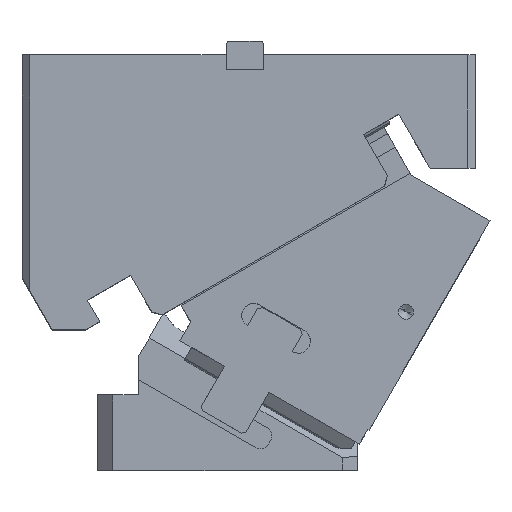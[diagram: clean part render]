
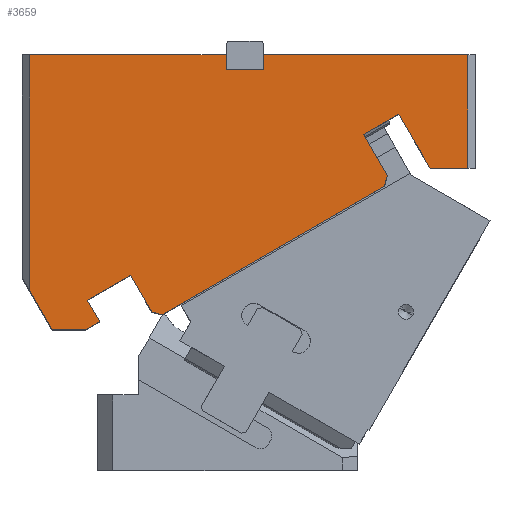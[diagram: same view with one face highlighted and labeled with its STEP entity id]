
A CAD part, top view. The second image highlights one B-rep face of the part: STEP entity #3659.
In plain terms, the highlighted planar face has unit normal (0, 0, 1).
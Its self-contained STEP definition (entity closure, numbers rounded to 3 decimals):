
#161=CARTESIAN_POINT('Vertex',(-237.847,3.,55.)) ;
#164=CARTESIAN_POINT('Line Origine',(-248.953,3.,55.)) ;
#168=CARTESIAN_POINT('Vertex',(-260.059,3.,55.)) ;
#375=CARTESIAN_POINT('Line Origine',(-267.53,15.939,55.)) ;
#379=CARTESIAN_POINT('Vertex',(-275.,28.878,55.)) ;
#436=CARTESIAN_POINT('Vertex',(-275.,185.,55.)) ;
#444=CARTESIAN_POINT('Line Origine',(-275.,106.939,55.)) ;
#713=CARTESIAN_POINT('Vertex',(-228.525,8.382,55.)) ;
#716=CARTESIAN_POINT('Line Origine',(-233.186,5.691,55.)) ;
#902=CARTESIAN_POINT('Line Origine',(-42.371,138.952,55.)) ;
#906=CARTESIAN_POINT('Vertex',(-54.062,132.202,55.)) ;
#908=CARTESIAN_POINT('Vertex',(-30.679,145.702,55.)) ;
#1083=CARTESIAN_POINT('Vertex',(-187.367,13.092,55.)) ;
#1086=CARTESIAN_POINT('Line Origine',(-187.435,13.111,55.)) ;
#1090=CARTESIAN_POINT('Vertex',(-187.503,13.129,55.)) ;
#1093=CARTESIAN_POINT('Line Origine',(-190.85,14.026,55.)) ;
#1097=CARTESIAN_POINT('Vertex',(-194.197,14.923,55.)) ;
#1132=CARTESIAN_POINT('Vertex',(-40.142,98.092,55.)) ;
#1135=CARTESIAN_POINT('Line Origine',(-113.754,55.592,55.)) ;
#1160=CARTESIAN_POINT('Vertex',(-38.312,104.923,55.)) ;
#1163=CARTESIAN_POINT('Line Origine',(-39.209,101.576,55.)) ;
#1167=CARTESIAN_POINT('Vertex',(-40.106,98.229,55.)) ;
#1170=CARTESIAN_POINT('Line Origine',(-40.124,98.161,55.)) ;
#1202=CARTESIAN_POINT('Vertex',(-145.,185.,55.)) ;
#1205=CARTESIAN_POINT('Line Origine',(-145.,180.,55.)) ;
#1209=CARTESIAN_POINT('Vertex',(-145.,175.,55.)) ;
#2605=CARTESIAN_POINT('Line Origine',(-132.5,175.,55.)) ;
#2609=CARTESIAN_POINT('Vertex',(-120.,175.,55.)) ;
#2629=CARTESIAN_POINT('Line Origine',(-20.373,127.851,55.)) ;
#2633=CARTESIAN_POINT('Vertex',(-10.067,110.,55.)) ;
#2659=CARTESIAN_POINT('Vertex',(15.,110.,55.)) ;
#2673=CARTESIAN_POINT('Vertex',(15.,185.,55.)) ;
#2676=CARTESIAN_POINT('Line Origine',(15.,147.5,55.)) ;
#3198=CARTESIAN_POINT('Line Origine',(2.467,110.,55.)) ;
#3315=CARTESIAN_POINT('Vertex',(-120.,185.,55.)) ;
#3318=CARTESIAN_POINT('Line Origine',(-52.5,185.,55.)) ;
#3589=CARTESIAN_POINT('Line Origine',(-120.,180.,55.)) ;
#3601=CARTESIAN_POINT('Axis2P3D Location',(20.,185.,55.)) ;
#3606=CARTESIAN_POINT('Line Origine',(-46.187,118.562,55.)) ;
#3611=CARTESIAN_POINT('Line Origine',(-210.,185.,55.)) ;
#3616=CARTESIAN_POINT('Line Origine',(-232.648,15.522,55.)) ;
#3620=CARTESIAN_POINT('Vertex',(-236.77,22.661,55.)) ;
#3623=CARTESIAN_POINT('Line Origine',(-222.48,30.911,55.)) ;
#3627=CARTESIAN_POINT('Vertex',(-208.191,39.161,55.)) ;
#3630=CARTESIAN_POINT('Line Origine',(-201.194,27.042,55.)) ;
#165=DIRECTION('Vector Direction',(1.,0.,0.)) ;
#376=DIRECTION('Vector Direction',(0.5,-0.866,0.)) ;
#445=DIRECTION('Vector Direction',(0.,-1.,0.)) ;
#717=DIRECTION('Vector Direction',(-0.866,-0.5,0.)) ;
#903=DIRECTION('Vector Direction',(0.866,0.5,0.)) ;
#1087=DIRECTION('Vector Direction',(-0.966,0.259,0.)) ;
#1094=DIRECTION('Vector Direction',(0.966,-0.259,0.)) ;
#1136=DIRECTION('Vector Direction',(0.866,0.5,0.)) ;
#1164=DIRECTION('Vector Direction',(0.259,0.966,0.)) ;
#1171=DIRECTION('Vector Direction',(-0.259,-0.966,0.)) ;
#1206=DIRECTION('Vector Direction',(0.,1.,0.)) ;
#2606=DIRECTION('Vector Direction',(1.,0.,0.)) ;
#2630=DIRECTION('Vector Direction',(0.5,-0.866,0.)) ;
#2677=DIRECTION('Vector Direction',(0.,1.,0.)) ;
#3199=DIRECTION('Vector Direction',(1.,0.,0.)) ;
#3319=DIRECTION('Vector Direction',(-1.,0.,0.)) ;
#3590=DIRECTION('Vector Direction',(0.,1.,0.)) ;
#3602=DIRECTION('Axis2P3D Direction',(0.,0.,1.)) ;
#3603=DIRECTION('Axis2P3D XDirection',(1.,0.,0.)) ;
#3607=DIRECTION('Vector Direction',(-0.5,0.866,0.)) ;
#3612=DIRECTION('Vector Direction',(-1.,0.,0.)) ;
#3617=DIRECTION('Vector Direction',(-0.5,0.866,0.)) ;
#3624=DIRECTION('Vector Direction',(-0.866,-0.5,0.)) ;
#3631=DIRECTION('Vector Direction',(-0.5,0.866,0.)) ;
#3604=AXIS2_PLACEMENT_3D('Plane Axis2P3D',#3601,#3602,#3603) ;
#3636=ORIENTED_EDGE('',*,*,#1099,.T.) ;
#3637=ORIENTED_EDGE('',*,*,#1092,.F.) ;
#3638=ORIENTED_EDGE('',*,*,#1139,.T.) ;
#3639=ORIENTED_EDGE('',*,*,#1174,.F.) ;
#3640=ORIENTED_EDGE('',*,*,#1169,.T.) ;
#3641=ORIENTED_EDGE('',*,*,#3610,.T.) ;
#3642=ORIENTED_EDGE('',*,*,#910,.T.) ;
#3643=ORIENTED_EDGE('',*,*,#2635,.T.) ;
#3644=ORIENTED_EDGE('',*,*,#3202,.T.) ;
#3645=ORIENTED_EDGE('',*,*,#2680,.T.) ;
#3646=ORIENTED_EDGE('',*,*,#3322,.T.) ;
#3647=ORIENTED_EDGE('',*,*,#3593,.F.) ;
#3648=ORIENTED_EDGE('',*,*,#2611,.F.) ;
#3649=ORIENTED_EDGE('',*,*,#1211,.T.) ;
#3650=ORIENTED_EDGE('',*,*,#3615,.T.) ;
#3651=ORIENTED_EDGE('',*,*,#448,.T.) ;
#3652=ORIENTED_EDGE('',*,*,#381,.T.) ;
#3653=ORIENTED_EDGE('',*,*,#170,.T.) ;
#3654=ORIENTED_EDGE('',*,*,#720,.F.) ;
#3655=ORIENTED_EDGE('',*,*,#3622,.T.) ;
#3656=ORIENTED_EDGE('',*,*,#3629,.T.) ;
#3657=ORIENTED_EDGE('',*,*,#3634,.T.) ;
#166=VECTOR('Line Direction',#165,1.) ;
#377=VECTOR('Line Direction',#376,1.) ;
#446=VECTOR('Line Direction',#445,1.) ;
#718=VECTOR('Line Direction',#717,1.) ;
#904=VECTOR('Line Direction',#903,1.) ;
#1088=VECTOR('Line Direction',#1087,1.) ;
#1095=VECTOR('Line Direction',#1094,1.) ;
#1137=VECTOR('Line Direction',#1136,1.) ;
#1165=VECTOR('Line Direction',#1164,1.) ;
#1172=VECTOR('Line Direction',#1171,1.) ;
#1207=VECTOR('Line Direction',#1206,1.) ;
#2607=VECTOR('Line Direction',#2606,1.) ;
#2631=VECTOR('Line Direction',#2630,1.) ;
#2678=VECTOR('Line Direction',#2677,1.) ;
#3200=VECTOR('Line Direction',#3199,1.) ;
#3320=VECTOR('Line Direction',#3319,1.) ;
#3591=VECTOR('Line Direction',#3590,1.) ;
#3608=VECTOR('Line Direction',#3607,1.) ;
#3613=VECTOR('Line Direction',#3612,1.) ;
#3618=VECTOR('Line Direction',#3617,1.) ;
#3625=VECTOR('Line Direction',#3624,1.) ;
#3632=VECTOR('Line Direction',#3631,1.) ;
#3659=ADVANCED_FACE('CAM HOLDER',(#3658),#3605,.T.) ;
#170=EDGE_CURVE('',#169,#162,#167,.T.) ;
#381=EDGE_CURVE('',#380,#169,#378,.T.) ;
#448=EDGE_CURVE('',#437,#380,#447,.T.) ;
#720=EDGE_CURVE('',#714,#162,#719,.T.) ;
#910=EDGE_CURVE('',#907,#909,#905,.T.) ;
#1092=EDGE_CURVE('',#1084,#1091,#1089,.T.) ;
#1099=EDGE_CURVE('',#1098,#1091,#1096,.T.) ;
#1139=EDGE_CURVE('',#1084,#1133,#1138,.T.) ;
#1169=EDGE_CURVE('',#1168,#1161,#1166,.T.) ;
#1174=EDGE_CURVE('',#1168,#1133,#1173,.T.) ;
#1211=EDGE_CURVE('',#1210,#1203,#1208,.T.) ;
#2611=EDGE_CURVE('',#1210,#2610,#2608,.T.) ;
#2635=EDGE_CURVE('',#909,#2634,#2632,.T.) ;
#2680=EDGE_CURVE('',#2660,#2674,#2679,.T.) ;
#3202=EDGE_CURVE('',#2634,#2660,#3201,.T.) ;
#3322=EDGE_CURVE('',#2674,#3316,#3321,.T.) ;
#3593=EDGE_CURVE('',#2610,#3316,#3592,.T.) ;
#3610=EDGE_CURVE('',#1161,#907,#3609,.T.) ;
#3615=EDGE_CURVE('',#1203,#437,#3614,.T.) ;
#3622=EDGE_CURVE('',#714,#3621,#3619,.T.) ;
#3629=EDGE_CURVE('',#3621,#3628,#3626,.F.) ;
#3634=EDGE_CURVE('',#3628,#1098,#3633,.F.) ;
#3635=EDGE_LOOP('',(#3636,#3637,#3638,#3639,#3640,#3641,#3642,#3643,#3644,#3645,#3646,#3647,#3648,#3649,#3650,#3651,#3652,#3653,#3654,#3655,#3656,#3657)) ;
#3658=FACE_OUTER_BOUND('',#3635,.T.) ;
#167=LINE('Line',#164,#166) ;
#378=LINE('Line',#375,#377) ;
#447=LINE('Line',#444,#446) ;
#719=LINE('Line',#716,#718) ;
#905=LINE('Line',#902,#904) ;
#1089=LINE('Line',#1086,#1088) ;
#1096=LINE('Line',#1093,#1095) ;
#1138=LINE('Line',#1135,#1137) ;
#1166=LINE('Line',#1163,#1165) ;
#1173=LINE('Line',#1170,#1172) ;
#1208=LINE('Line',#1205,#1207) ;
#2608=LINE('Line',#2605,#2607) ;
#2632=LINE('Line',#2629,#2631) ;
#2679=LINE('Line',#2676,#2678) ;
#3201=LINE('Line',#3198,#3200) ;
#3321=LINE('Line',#3318,#3320) ;
#3592=LINE('Line',#3589,#3591) ;
#3609=LINE('Line',#3606,#3608) ;
#3614=LINE('Line',#3611,#3613) ;
#3619=LINE('Line',#3616,#3618) ;
#3626=LINE('Line',#3623,#3625) ;
#3633=LINE('Line',#3630,#3632) ;
#3605=PLANE('Plane',#3604) ;
#162=VERTEX_POINT('',#161) ;
#169=VERTEX_POINT('',#168) ;
#380=VERTEX_POINT('',#379) ;
#437=VERTEX_POINT('',#436) ;
#714=VERTEX_POINT('',#713) ;
#907=VERTEX_POINT('',#906) ;
#909=VERTEX_POINT('',#908) ;
#1084=VERTEX_POINT('',#1083) ;
#1091=VERTEX_POINT('',#1090) ;
#1098=VERTEX_POINT('',#1097) ;
#1133=VERTEX_POINT('',#1132) ;
#1161=VERTEX_POINT('',#1160) ;
#1168=VERTEX_POINT('',#1167) ;
#1203=VERTEX_POINT('',#1202) ;
#1210=VERTEX_POINT('',#1209) ;
#2610=VERTEX_POINT('',#2609) ;
#2634=VERTEX_POINT('',#2633) ;
#2660=VERTEX_POINT('',#2659) ;
#2674=VERTEX_POINT('',#2673) ;
#3316=VERTEX_POINT('',#3315) ;
#3621=VERTEX_POINT('',#3620) ;
#3628=VERTEX_POINT('',#3627) ;
